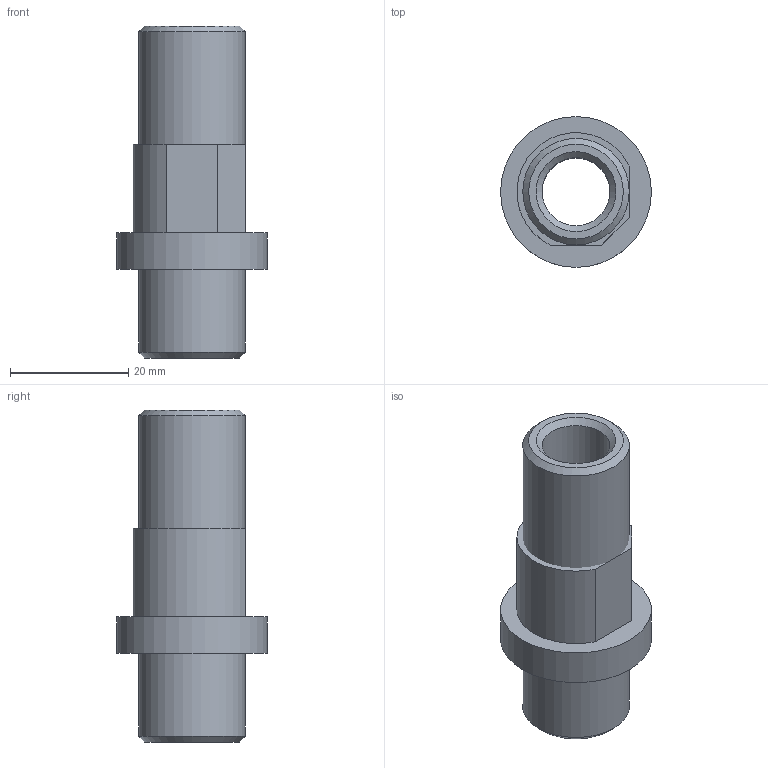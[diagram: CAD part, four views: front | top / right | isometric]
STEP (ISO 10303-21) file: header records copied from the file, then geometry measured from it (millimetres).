
FILE_DESCRIPTION(('FreeCAD Model'),'2;1');
FILE_NAME('Open CASCADE Shape Model','2022-03-31T22:36:57',('Author'),( ''),'Open CASCADE STEP processor 7.5','FreeCAD','Unknown');
FILE_SCHEMA(('AUTOMOTIVE_DESIGN { 1 0 10303 214 1 1 1 1 }'));
Length unit declared in the file: millimetre
Products named in the file (4): Brass_pinhole_body; Body; Exploded Slice002; Slice002.1
Assembly tree (3 placements, depth 3):
  Brass_pinhole_body
    Body
    Exploded Slice002
      Slice002.1
Bounding box: 25.5 x 25.5 x 56.15 mm (x, y, z)
Volume: 12881 mm3; surface area: 7919.5 mm2
Topology: 2 solids, 2 shells, 21 faces, 39 edges, 24 vertices
Faces by surface type: plane 9, cylinder 8, cone 4
Full cylindrical faces by diameter (mm): 11.5 x4, 18 x2, 25.5 x1
Entity records: 1122 total; most frequent: DIRECTION 185, CARTESIAN_POINT 166, LINE 87, VECTOR 87, ORIENTED_EDGE 78, PCURVE 78, DEFINITIONAL_REPRESENTATION 78, AXIS2_PLACEMENT_3D 43
